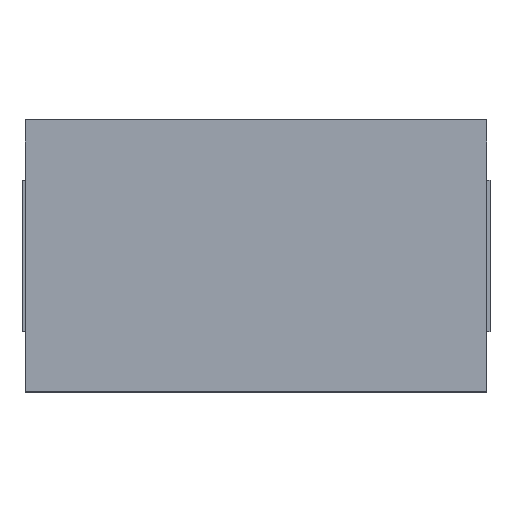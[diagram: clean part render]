
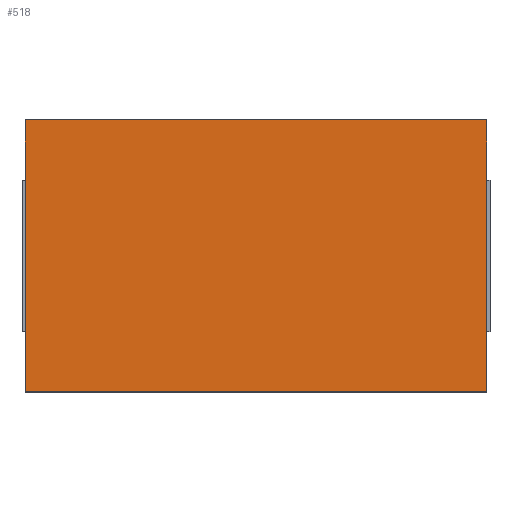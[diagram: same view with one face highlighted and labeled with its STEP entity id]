
A CAD part, top view. The second image highlights one B-rep face of the part: STEP entity #518.
In plain terms, the highlighted planar face has unit normal (0, 0, 1).
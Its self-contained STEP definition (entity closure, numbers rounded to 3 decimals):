
#361=CARTESIAN_POINT('',(8.75,4.721,1.85));
#362=VERTEX_POINT('',#361);
#369=CARTESIAN_POINT('',(8.75,0.421,1.85));
#370=VERTEX_POINT('',#369);
#371=CARTESIAN_POINT('',(8.75,4.721,1.85));
#372=DIRECTION('',(0.0,-1.0,0.0));
#373=VECTOR('',#372,4.3);
#374=LINE('',#371,#373);
#375=EDGE_CURVE('',#362,#370,#374,.T.);
#408=CARTESIAN_POINT('',(1.45,0.421,1.85));
#409=VERTEX_POINT('',#408);
#416=CARTESIAN_POINT('',(1.45,4.721,1.85));
#417=VERTEX_POINT('',#416);
#418=CARTESIAN_POINT('',(1.45,0.421,1.85));
#419=DIRECTION('',(0.0,1.0,0.0));
#420=VECTOR('',#419,4.3);
#421=LINE('',#418,#420);
#422=EDGE_CURVE('',#409,#417,#421,.T.);
#448=CARTESIAN_POINT('',(1.45,4.721,1.85));
#449=DIRECTION('',(1.0,0.0,0.0));
#450=VECTOR('',#449,7.3);
#451=LINE('',#448,#450);
#452=EDGE_CURVE('',#417,#362,#451,.T.);
#470=CARTESIAN_POINT('',(8.75,0.421,1.85));
#471=DIRECTION('',(-1.0,0.0,0.0));
#472=VECTOR('',#471,7.3);
#473=LINE('',#470,#472);
#474=EDGE_CURVE('',#370,#409,#473,.T.);
#507=CARTESIAN_POINT('',(5.1,2.571,1.85));
#508=DIRECTION('',(0.0,0.0,1.0));
#509=DIRECTION('',(1.0,0.0,0.0));
#510=AXIS2_PLACEMENT_3D('',#507,#508,#509);
#511=PLANE('',#510);
#512=ORIENTED_EDGE('',*,*,#422,.F.);
#513=ORIENTED_EDGE('',*,*,#474,.F.);
#514=ORIENTED_EDGE('',*,*,#375,.F.);
#515=ORIENTED_EDGE('',*,*,#452,.F.);
#516=EDGE_LOOP('',(#512,#513,#514,#515));
#517=FACE_OUTER_BOUND('',#516,.T.);
#518=ADVANCED_FACE('',(#517),#511,.T.);
